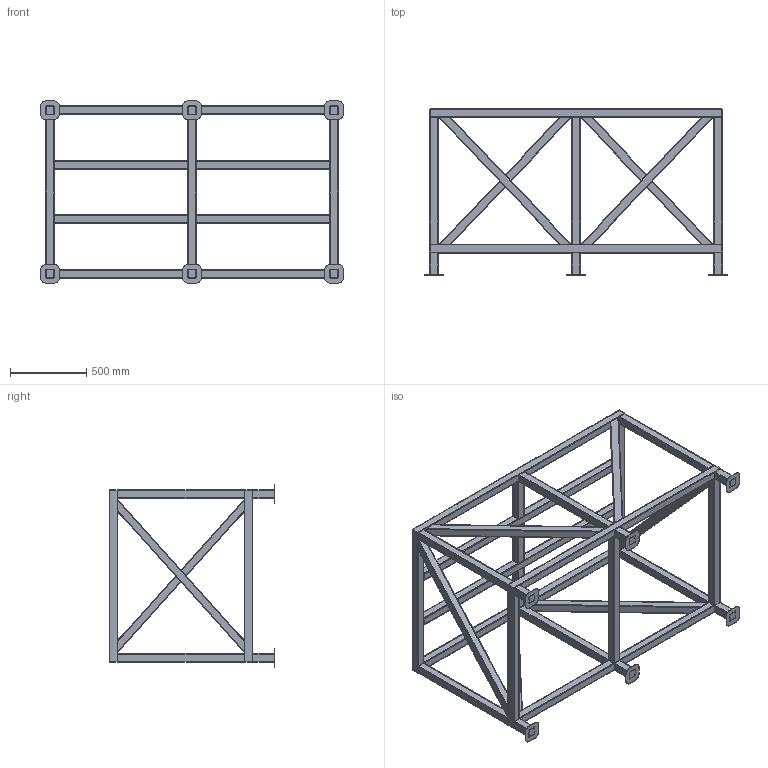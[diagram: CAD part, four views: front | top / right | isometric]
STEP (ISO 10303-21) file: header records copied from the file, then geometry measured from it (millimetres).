
FILE_DESCRIPTION(('FreeCAD Model'),'2;1');
FILE_NAME('Open CASCADE Shape Model','2025-05-04T04:11:02',('FreeCAD'),( 'FreeCAD'),'Open CASCADE STEP processor 7.6','FreeCAD','Unknown');
FILE_SCHEMA(('AUTOMOTIVE_DESIGN { 1 0 10303 214 1 1 1 1 }'));
Length unit declared in the file: millimetre
Products named in the file (1): Open CASCADE STEP translator 7.6 1
Bounding box: 1989.26 x 1088.44 x 1198.07 mm (x, y, z)
Volume: 21551541.9 mm3; surface area: 12773932 mm2
Topology: 38 solids, 38 shells, 650 faces, 1728 edges, 1152 vertices
Faces by surface type: bspline 650
Entity records: 18608 total; most frequent: CARTESIAN_POINT 8577, ORIENTED_EDGE 3456, EDGE_CURVE 1728, B_SPLINE_CURVE_WITH_KNOTS 1160, VERTEX_POINT 1152, FACE_BOUND 712, EDGE_LOOP 712, ADVANCED_FACE 650
